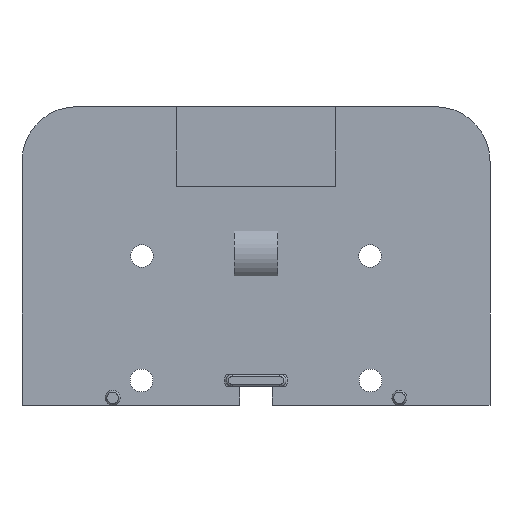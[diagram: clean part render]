
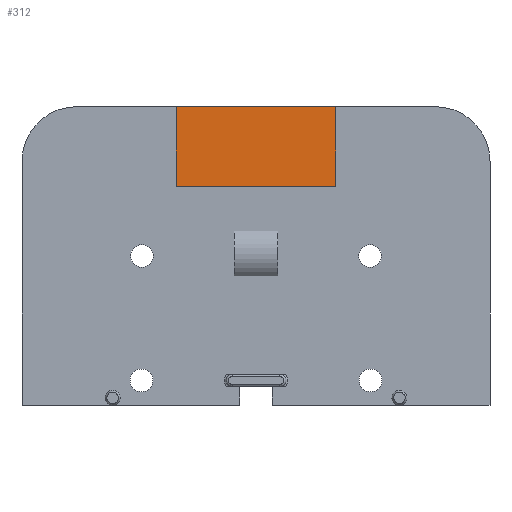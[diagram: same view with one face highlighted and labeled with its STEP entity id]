
A CAD part, left-side view. The second image highlights one B-rep face of the part: STEP entity #312.
In plain terms, the highlighted planar face has unit normal (-1, 0, 0).
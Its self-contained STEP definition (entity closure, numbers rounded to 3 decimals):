
#285=AXIS2_PLACEMENT_3D('Plane Axis2P3D',#282,#283,#284) ;
#222=CARTESIAN_POINT('Vertex',(2.,31.5,30.)) ;
#225=CARTESIAN_POINT('Line Origine',(2.,23.5,30.)) ;
#229=CARTESIAN_POINT('Vertex',(2.,15.5,30.)) ;
#282=CARTESIAN_POINT('Axis2P3D Location',(2.,23.5,0.)) ;
#287=CARTESIAN_POINT('Line Origine',(2.,31.5,26.)) ;
#291=CARTESIAN_POINT('Vertex',(2.,31.5,22.)) ;
#294=CARTESIAN_POINT('Line Origine',(2.,23.5,22.)) ;
#298=CARTESIAN_POINT('Vertex',(2.,15.5,22.)) ;
#301=CARTESIAN_POINT('Line Origine',(2.,15.5,26.)) ;
#226=DIRECTION('Vector Direction',(0.,1.,0.)) ;
#283=DIRECTION('Axis2P3D Direction',(1.,0.,-0.)) ;
#284=DIRECTION('Axis2P3D XDirection',(0.,1.,0.)) ;
#288=DIRECTION('Vector Direction',(0.,0.,1.)) ;
#295=DIRECTION('Vector Direction',(0.,1.,0.)) ;
#302=DIRECTION('Vector Direction',(0.,0.,1.)) ;
#227=VECTOR('Line Direction',#226,1.) ;
#289=VECTOR('Line Direction',#288,1.) ;
#296=VECTOR('Line Direction',#295,1.) ;
#303=VECTOR('Line Direction',#302,1.) ;
#307=ORIENTED_EDGE('',*,*,#293,.F.) ;
#308=ORIENTED_EDGE('',*,*,#300,.F.) ;
#309=ORIENTED_EDGE('',*,*,#305,.T.) ;
#310=ORIENTED_EDGE('',*,*,#231,.T.) ;
#312=ADVANCED_FACE('K\X2\00F6\X0\rper.3',(#311),#286,.F.) ;
#231=EDGE_CURVE('',#230,#223,#228,.T.) ;
#293=EDGE_CURVE('',#292,#223,#290,.T.) ;
#300=EDGE_CURVE('',#299,#292,#297,.T.) ;
#305=EDGE_CURVE('',#299,#230,#304,.T.) ;
#306=EDGE_LOOP('',(#307,#308,#309,#310)) ;
#311=FACE_OUTER_BOUND('',#306,.T.) ;
#228=LINE('Line',#225,#227) ;
#290=LINE('Line',#287,#289) ;
#297=LINE('Line',#294,#296) ;
#304=LINE('Line',#301,#303) ;
#286=PLANE('',#285) ;
#223=VERTEX_POINT('',#222) ;
#230=VERTEX_POINT('',#229) ;
#292=VERTEX_POINT('',#291) ;
#299=VERTEX_POINT('',#298) ;
